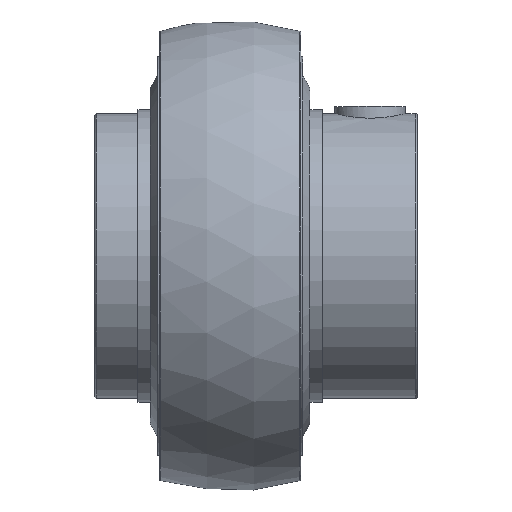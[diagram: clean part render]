
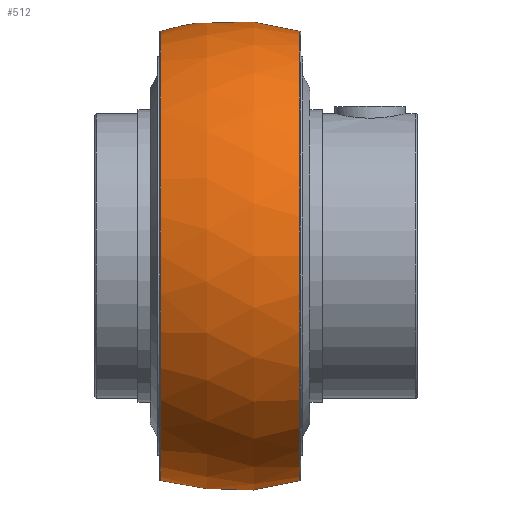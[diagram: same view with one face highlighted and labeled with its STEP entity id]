
A CAD part, top view. The second image highlights one B-rep face of the part: STEP entity #512.
In plain terms, the highlighted spherical face has radius 20 mm.
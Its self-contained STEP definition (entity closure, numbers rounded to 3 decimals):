
#512 = ADVANCED_FACE( '', ( #969, #970, #971, #972 ), #973, .T. );
#969 = FACE_OUTER_BOUND( '', #1512, .T. );
#970 = FACE_BOUND( '', #1513, .T. );
#971 = FACE_OUTER_BOUND( '', #1514, .T. );
#972 = FACE_BOUND( '', #1515, .T. );
#973 = SPHERICAL_SURFACE( '', #1516, 20. );
#1512 = EDGE_LOOP( '', ( #2172 ) );
#1513 = EDGE_LOOP( '', ( #2173 ) );
#1514 = EDGE_LOOP( '', ( #2174 ) );
#1515 = EDGE_LOOP( '', ( #2175 ) );
#1516 = AXIS2_PLACEMENT_3D( '', #2176, #2177, #2178 );
#2172 = ORIENTED_EDGE( '', *, *, #2890, .T. );
#2173 = ORIENTED_EDGE( '', *, *, #2891, .T. );
#2174 = ORIENTED_EDGE( '', *, *, #2808, .F. );
#2175 = ORIENTED_EDGE( '', *, *, #2892, .T. );
#2176 = CARTESIAN_POINT( '', ( 0., 0., 0. ) );
#2177 = DIRECTION( '', ( 1., 0., 0. ) );
#2178 = DIRECTION( '', ( 0., 1., 0. ) );
#2808 = EDGE_CURVE( '', #3159, #3159, #3160, .T. );
#2890 = EDGE_CURVE( '', #3289, #3289, #3290, .T. );
#2891 = EDGE_CURVE( '', #3291, #3291, #3292, .T. );
#2892 = EDGE_CURVE( '', #3293, #3293, #3294, .T. );
#3159 = VERTEX_POINT( '', #3654 );
#3160 = CIRCLE( '', #3655, 19.101 );
#3289 = VERTEX_POINT( '', #3824 );
#3290 = CIRCLE( '', #3825, 19.101 );
#3291 = VERTEX_POINT( '', #3826 );
#3292 = B_SPLINE_CURVE_WITH_KNOTS( '', 3, ( #3827, #3828, #3829, #3830, #3831, #3832, #3833, #3834, #3835, #3836, #3837, #3838, #3839, #3840, #3841, #3842, #3843, #3844, #3845, #3846 ), .UNSPECIFIED., .T., .F., ( 2, 2, 2, 2, 2, 2, 2, 2, 2, 2, 2, 2 ), ( -0.001, 0., 0., 0.001, 0.001, 0.002, 0.002, 0.003, 0.003, 0.004, 0.004, 0.004 ), .UNSPECIFIED. );
#3293 = VERTEX_POINT( '', #3847 );
#3294 = B_SPLINE_CURVE_WITH_KNOTS( '', 3, ( #3848, #3849, #3850, #3851, #3852, #3853, #3854, #3855, #3856, #3857, #3858, #3859, #3860, #3861, #3862, #3863, #3864, #3865, #3866, #3867 ), .UNSPECIFIED., .T., .F., ( 2, 2, 2, 2, 2, 2, 2, 2, 2, 2, 2, 2 ), ( -0.001, 0., 0., 0.001, 0.001, 0.002, 0.002, 0.003, 0.003, 0.004, 0.004, 0.004 ), .UNSPECIFIED. );
#3654 = CARTESIAN_POINT( '', ( 5.93, 0., -19.101 ) );
#3655 = AXIS2_PLACEMENT_3D( '', #4344, #4345, #4346 );
#3824 = CARTESIAN_POINT( '', ( -5.93, 0., -19.101 ) );
#3825 = AXIS2_PLACEMENT_3D( '', #4480, #4481, #4482 );
#3826 = CARTESIAN_POINT( '', ( -4.07, 19.576, -0.449 ) );
#3827 = CARTESIAN_POINT( '', ( -4.188, 19.555, -0.325 ) );
#3828 = CARTESIAN_POINT( '', ( -4.01, 19.587, -0.511 ) );
#3829 = CARTESIAN_POINT( '', ( -3.94, 19.6, -0.56 ) );
#3830 = CARTESIAN_POINT( '', ( -3.785, 19.629, -0.629 ) );
#3831 = CARTESIAN_POINT( '', ( -3.701, 19.644, -0.648 ) );
#3832 = CARTESIAN_POINT( '', ( -3.449, 19.69, -0.654 ) );
#3833 = CARTESIAN_POINT( '', ( -3.278, 19.721, -0.59 ) );
#3834 = CARTESIAN_POINT( '', ( -3.031, 19.766, -0.358 ) );
#3835 = CARTESIAN_POINT( '', ( -2.955, 19.78, -0.19 ) );
#3836 = CARTESIAN_POINT( '', ( -2.946, 19.782, 0.155 ) );
#3837 = CARTESIAN_POINT( '', ( -3.013, 19.77, 0.326 ) );
#3838 = CARTESIAN_POINT( '', ( -3.248, 19.727, 0.572 ) );
#3839 = CARTESIAN_POINT( '', ( -3.415, 19.697, 0.645 ) );
#3840 = CARTESIAN_POINT( '', ( -3.751, 19.635, 0.654 ) );
#3841 = CARTESIAN_POINT( '', ( -3.921, 19.604, 0.591 ) );
#3842 = CARTESIAN_POINT( '', ( -4.169, 19.558, 0.357 ) );
#3843 = CARTESIAN_POINT( '', ( -4.245, 19.544, 0.189 ) );
#3844 = CARTESIAN_POINT( '', ( -4.254, 19.542, -0.154 ) );
#3845 = CARTESIAN_POINT( '', ( -4.188, 19.555, -0.325 ) );
#3846 = CARTESIAN_POINT( '', ( -4.01, 19.587, -0.511 ) );
#3847 = CARTESIAN_POINT( '', ( 3.113, -10.249, -16.89 ) );
#3848 = CARTESIAN_POINT( '', ( 2.999, -10.148, -16.972 ) );
#3849 = CARTESIAN_POINT( '', ( 3.17, -10.299, -16.849 ) );
#3850 = CARTESIAN_POINT( '', ( 3.239, -10.338, -16.812 ) );
#3851 = CARTESIAN_POINT( '', ( 3.391, -10.389, -16.751 ) );
#3852 = CARTESIAN_POINT( '', ( 3.474, -10.4, -16.727 ) );
#3853 = CARTESIAN_POINT( '', ( 3.726, -10.391, -16.679 ) );
#3854 = CARTESIAN_POINT( '', ( 3.899, -10.325, -16.68 ) );
#3855 = CARTESIAN_POINT( '', ( 4.154, -10.109, -16.751 ) );
#3856 = CARTESIAN_POINT( '', ( 4.237, -9.959, -16.819 ) );
#3857 = CARTESIAN_POINT( '', ( 4.26, -9.659, -16.988 ) );
#3858 = CARTESIAN_POINT( '', ( 4.199, -9.514, -17.085 ) );
#3859 = CARTESIAN_POINT( '', ( 3.974, -9.314, -17.248 ) );
#3860 = CARTESIAN_POINT( '', ( 3.81, -9.26, -17.314 ) );
#3861 = CARTESIAN_POINT( '', ( 3.475, -9.272, -17.378 ) );
#3862 = CARTESIAN_POINT( '', ( 3.303, -9.337, -17.377 ) );
#3863 = CARTESIAN_POINT( '', ( 3.045, -9.554, -17.306 ) );
#3864 = CARTESIAN_POINT( '', ( 2.963, -9.704, -17.236 ) );
#3865 = CARTESIAN_POINT( '', ( 2.94, -10.002, -17.069 ) );
#3866 = CARTESIAN_POINT( '', ( 2.999, -10.148, -16.972 ) );
#3867 = CARTESIAN_POINT( '', ( 3.17, -10.299, -16.849 ) );
#4344 = CARTESIAN_POINT( '', ( 5.93, 0., 0. ) );
#4345 = DIRECTION( '', ( 1., 0., 0. ) );
#4346 = DIRECTION( '', ( 0., 0., -1. ) );
#4480 = CARTESIAN_POINT( '', ( -5.93, 0., 0. ) );
#4481 = DIRECTION( '', ( 1., 0., 0. ) );
#4482 = DIRECTION( '', ( 0., 0., -1. ) );
